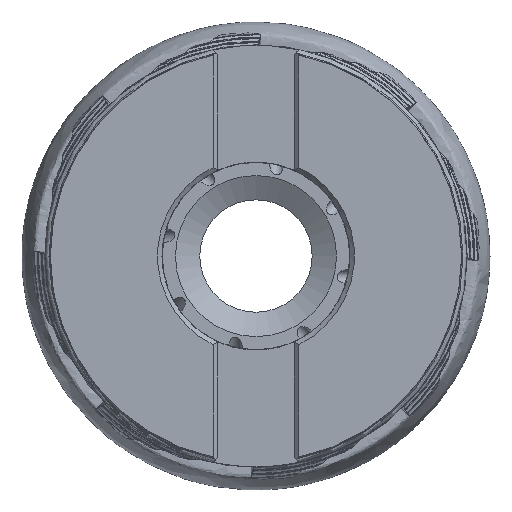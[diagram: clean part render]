
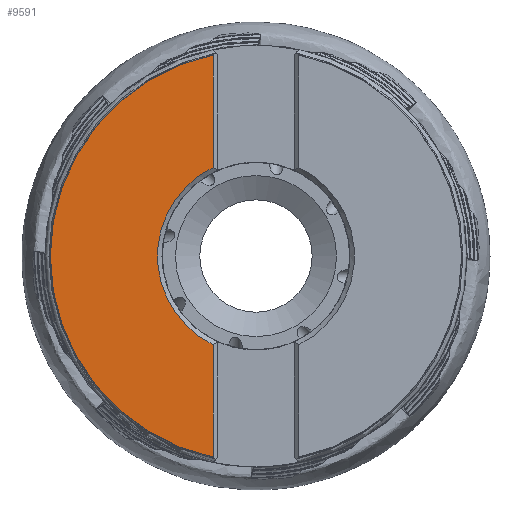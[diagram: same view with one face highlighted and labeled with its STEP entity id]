
A CAD part, left-side view. The second image highlights one B-rep face of the part: STEP entity #9591.
In plain terms, the highlighted planar face has unit normal (-1, 0, 0).
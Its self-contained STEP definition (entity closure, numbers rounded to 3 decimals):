
#1273 = AXIS2_PLACEMENT_3D ( 'NONE', #6861, #16877, #17087 ) ;
#3244 = VERTEX_POINT ( 'NONE', #18006 ) ;
#3579 = ORIENTED_EDGE ( 'NONE', *, *, #16844, .T. ) ;
#3702 = EDGE_CURVE ( 'NONE', #9258, #6486, #15381, .T. ) ;
#3741 = FACE_OUTER_BOUND ( 'NONE', #8296, .T. ) ;
#5304 = PLANE ( 'NONE',  #1273 ) ;
#6486 = VERTEX_POINT ( 'NONE', #20292 ) ;
#6861 = CARTESIAN_POINT ( 'NONE',  ( -48.905, 0., 0. ) ) ;
#7206 = ORIENTED_EDGE ( 'NONE', *, *, #20155, .F. ) ;
#7560 = DIRECTION ( 'NONE',  ( 1., 0., 0. ) ) ;
#7891 = CIRCLE ( 'NONE', #17042, 21.025 ) ;
#8296 = EDGE_LOOP ( 'NONE', ( #15014, #3579, #11238, #7206 ) ) ;
#8963 = CARTESIAN_POINT ( 'NONE',  ( -48.905, 0., 0. ) ) ;
#9082 = LINE ( 'NONE', #9992, #20875 ) ;
#9258 = VERTEX_POINT ( 'NONE', #16152 ) ;
#9591 = ADVANCED_FACE ( 'NONE', ( #3741 ), #5304, .T. ) ;
#9992 = CARTESIAN_POINT ( 'NONE',  ( -48.905, 9.15, -45. ) ) ;
#10636 = DIRECTION ( 'NONE',  ( 0., 0., 1. ) ) ;
#10696 = EDGE_CURVE ( 'NONE', #10941, #3244, #9082, .T. ) ;
#10941 = VERTEX_POINT ( 'NONE', #20595 ) ;
#11238 = ORIENTED_EDGE ( 'NONE', *, *, #10696, .T. ) ;
#13120 = DIRECTION ( 'NONE',  ( 0., 0., 1. ) ) ;
#13389 = DIRECTION ( 'NONE',  ( 0., 0., 1. ) ) ;
#15014 = ORIENTED_EDGE ( 'NONE', *, *, #3702, .T. ) ;
#15381 = LINE ( 'NONE', #16140, #19837 ) ;
#16140 = CARTESIAN_POINT ( 'NONE',  ( -48.905, 9.15, -45. ) ) ;
#16152 = CARTESIAN_POINT ( 'NONE',  ( -48.905, 9.15, -42.959 ) ) ;
#16267 = CIRCLE ( 'NONE', #18760, 43.922 ) ;
#16844 = EDGE_CURVE ( 'NONE', #6486, #10941, #7891, .T. ) ;
#16877 = DIRECTION ( 'NONE',  ( -1., 0., 0. ) ) ;
#17042 = AXIS2_PLACEMENT_3D ( 'NONE', #8963, #20693, #10636 ) ;
#17087 = DIRECTION ( 'NONE',  ( 0., 0., 1. ) ) ;
#17612 = CARTESIAN_POINT ( 'NONE',  ( -48.905, 0., 0. ) ) ;
#18006 = CARTESIAN_POINT ( 'NONE',  ( -48.905, 9.15, 42.959 ) ) ;
#18760 = AXIS2_PLACEMENT_3D ( 'NONE', #17612, #7560, #19287 ) ;
#19287 = DIRECTION ( 'NONE',  ( 0., 0., 1. ) ) ;
#19837 = VECTOR ( 'NONE', #13120, 1000. ) ;
#20155 = EDGE_CURVE ( 'Kante161', #9258, #3244, #16267, .T. ) ;
#20292 = CARTESIAN_POINT ( 'NONE',  ( -48.905, 9.15, -18.93 ) ) ;
#20595 = CARTESIAN_POINT ( 'NONE',  ( -48.905, 9.15, 18.93 ) ) ;
#20693 = DIRECTION ( 'NONE',  ( 1., 0., 0. ) ) ;
#20875 = VECTOR ( 'NONE', #13389, 1000. ) ;
